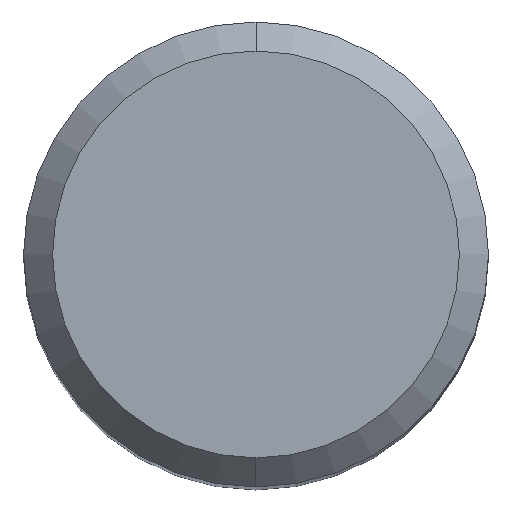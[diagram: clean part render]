
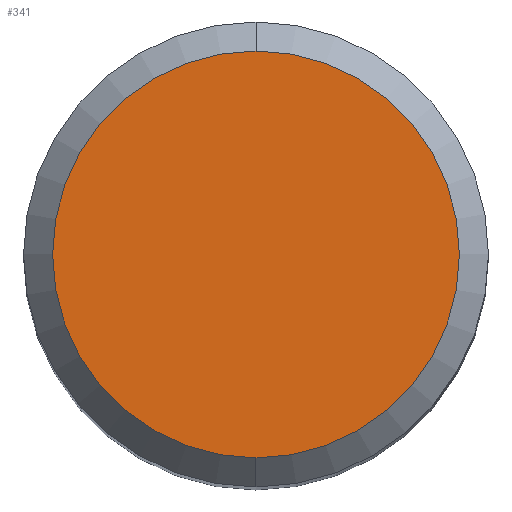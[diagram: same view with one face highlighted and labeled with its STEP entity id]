
A CAD part, top view. The second image highlights one B-rep face of the part: STEP entity #341.
In plain terms, the highlighted planar face has unit normal (0, 0, 1).
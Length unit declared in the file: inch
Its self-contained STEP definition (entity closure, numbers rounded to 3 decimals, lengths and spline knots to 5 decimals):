
#11 = PLANE ( 'NONE',  #324 ) ;
#41 = CARTESIAN_POINT ( 'NONE',  ( 0., 0., 0. ) ) ;
#59 = AXIS2_PLACEMENT_3D ( 'NONE', #41, #169, #238 ) ;
#60 = DIRECTION ( 'NONE',  ( 0., 0., 1. ) ) ;
#74 = FACE_OUTER_BOUND ( 'NONE', #98, .T. ) ;
#98 = EDGE_LOOP ( 'NONE', ( #307, #298 ) ) ;
#115 = EDGE_CURVE ( 'NONE', #386, #191, #201, .T. ) ;
#143 = DIRECTION ( 'NONE',  ( 0., 0., -1. ) ) ;
#169 = DIRECTION ( 'NONE',  ( 0., 0., 1. ) ) ;
#191 = VERTEX_POINT ( 'NONE', #253 ) ;
#193 = DIRECTION ( 'NONE',  ( 0., -1., 0. ) ) ;
#196 = CARTESIAN_POINT ( 'NONE',  ( 0., 0., 0. ) ) ;
#201 = CIRCLE ( 'NONE', #390, 0.21875 ) ;
#238 = DIRECTION ( 'NONE',  ( 0., -1., 0. ) ) ;
#253 = CARTESIAN_POINT ( 'NONE',  ( 0., 0.21875, 0. ) ) ;
#283 = CIRCLE ( 'NONE', #59, 0.21875 ) ;
#298 = ORIENTED_EDGE ( 'NONE', *, *, #115, .T. ) ;
#307 = ORIENTED_EDGE ( 'NONE', *, *, #411, .T. ) ;
#324 = AXIS2_PLACEMENT_3D ( 'NONE', #334, #143, #392 ) ;
#330 = CARTESIAN_POINT ( 'NONE',  ( 0., -0.21875, 0. ) ) ;
#334 = CARTESIAN_POINT ( 'NONE',  ( 0., 0.21875, 0. ) ) ;
#341 = ADVANCED_FACE ( 'NONE', ( #74 ), #11, .F. ) ;
#386 = VERTEX_POINT ( 'NONE', #330 ) ;
#390 = AXIS2_PLACEMENT_3D ( 'NONE', #196, #60, #193 ) ;
#392 = DIRECTION ( 'NONE',  ( 0., 1., 0. ) ) ;
#411 = EDGE_CURVE ( 'NONE', #191, #386, #283, .T. ) ;
